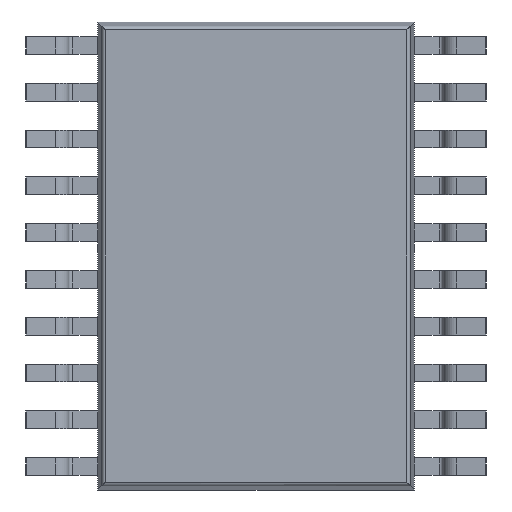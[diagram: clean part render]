
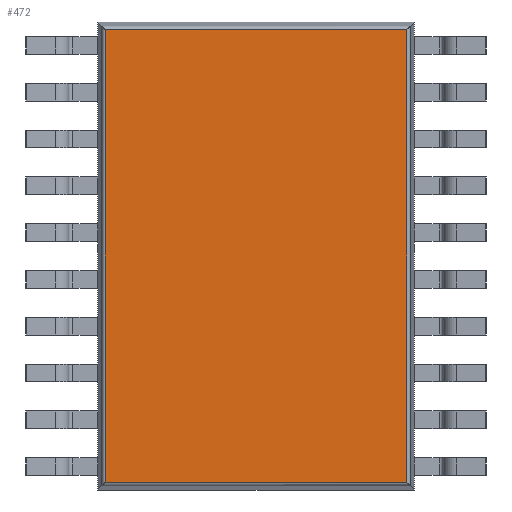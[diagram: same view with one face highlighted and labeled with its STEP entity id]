
A CAD part, front view. The second image highlights one B-rep face of the part: STEP entity #472.
In plain terms, the highlighted planar face has unit normal (0, -1, 0).
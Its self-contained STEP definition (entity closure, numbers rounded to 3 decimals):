
#472 = ADVANCED_FACE ( 'NONE', ( #6490 ), #8132, .T. ) ;
#677 = ORIENTED_EDGE ( 'NONE', *, *, #8997, .T. ) ;
#776 = EDGE_CURVE ( 'NONE', #7524, #5020, #6627, .T. ) ;
#907 = CARTESIAN_POINT ( 'NONE',  ( -2.093, 0.15, 3.143 ) ) ;
#1381 = ORIENTED_EDGE ( 'NONE', *, *, #776, .T. ) ;
#1386 = DIRECTION ( 'NONE',  ( 0., 0., -1. ) ) ;
#1540 = DIRECTION ( 'NONE',  ( 0., 0., -1. ) ) ;
#1996 = ORIENTED_EDGE ( 'NONE', *, *, #8236, .T. ) ;
#2054 = ORIENTED_EDGE ( 'NONE', *, *, #2699, .T. ) ;
#2304 = VECTOR ( 'NONE', #7748, 1000. ) ;
#2548 = LINE ( 'NONE', #8431, #2304 ) ;
#2699 = EDGE_CURVE ( 'NONE', #7857, #8154, #8706, .T. ) ;
#2777 = DIRECTION ( 'NONE',  ( 1., 0., 0. ) ) ;
#3038 = VECTOR ( 'NONE', #2777, 1000. ) ;
#3569 = VECTOR ( 'NONE', #1386, 1000. ) ;
#5020 = VERTEX_POINT ( 'NONE', #5381 ) ;
#5116 = AXIS2_PLACEMENT_3D ( 'NONE', #5871, #5199, #1540 ) ;
#5199 = DIRECTION ( 'NONE',  ( 0., -1., 0. ) ) ;
#5381 = CARTESIAN_POINT ( 'NONE',  ( -2.093, 0.15, -3.143 ) ) ;
#5672 = LINE ( 'NONE', #7971, #3038 ) ;
#5819 = DIRECTION ( 'NONE',  ( 0., 0., 1. ) ) ;
#5871 = CARTESIAN_POINT ( 'NONE',  ( 0., 0.15, 0. ) ) ;
#6246 = CARTESIAN_POINT ( 'NONE',  ( 2.093, 0.15, 3.143 ) ) ;
#6490 = FACE_OUTER_BOUND ( 'NONE', #9121, .T. ) ;
#6627 = LINE ( 'NONE', #7919, #3569 ) ;
#7524 = VERTEX_POINT ( 'NONE', #907 ) ;
#7748 = DIRECTION ( 'NONE',  ( -1., 0., 0. ) ) ;
#7857 = VERTEX_POINT ( 'NONE', #8207 ) ;
#7919 = CARTESIAN_POINT ( 'NONE',  ( -2.093, 0.15, 0. ) ) ;
#7971 = CARTESIAN_POINT ( 'NONE',  ( 0., 0.15, -3.143 ) ) ;
#8132 = PLANE ( 'NONE',  #5116 ) ;
#8154 = VERTEX_POINT ( 'NONE', #6246 ) ;
#8207 = CARTESIAN_POINT ( 'NONE',  ( 2.093, 0.15, -3.143 ) ) ;
#8236 = EDGE_CURVE ( 'NONE', #5020, #7857, #5672, .T. ) ;
#8407 = VECTOR ( 'NONE', #5819, 1000. ) ;
#8431 = CARTESIAN_POINT ( 'NONE',  ( 0., 0.15, 3.143 ) ) ;
#8666 = CARTESIAN_POINT ( 'NONE',  ( 2.093, 0.15, 0. ) ) ;
#8706 = LINE ( 'NONE', #8666, #8407 ) ;
#8997 = EDGE_CURVE ( 'NONE', #8154, #7524, #2548, .T. ) ;
#9121 = EDGE_LOOP ( 'NONE', ( #2054, #677, #1381, #1996 ) ) ;
